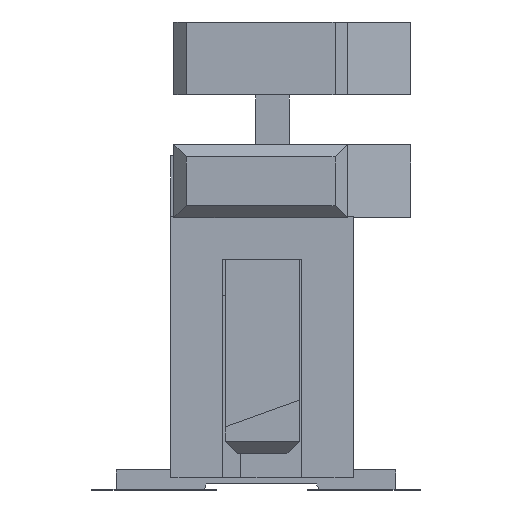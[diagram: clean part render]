
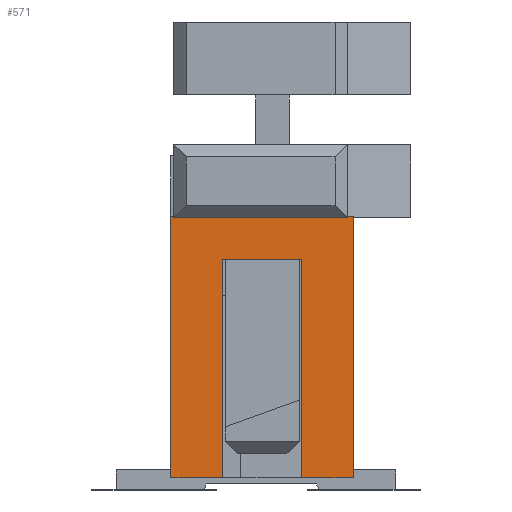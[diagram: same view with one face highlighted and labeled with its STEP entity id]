
A CAD part, left-side view. The second image highlights one B-rep face of the part: STEP entity #571.
In plain terms, the highlighted planar face has unit normal (-1, 0, 0).
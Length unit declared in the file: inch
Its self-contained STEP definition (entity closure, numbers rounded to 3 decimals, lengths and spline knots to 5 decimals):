
#23 = VECTOR ( 'NONE', #9284, 39.37008 ) ;
#257 = CARTESIAN_POINT ( 'NONE',  ( -0.40551, 0.02559, 0.01087 ) ) ;
#373 = DIRECTION ( 'NONE',  ( 0., 0., -1. ) ) ;
#571 = ADVANCED_FACE ( 'NONE', ( #6455 ), #16536, .F. ) ;
#649 = VECTOR ( 'NONE', #11296, 39.37008 ) ;
#799 = DIRECTION ( 'NONE',  ( 0., 1., 0. ) ) ;
#1613 = EDGE_CURVE ( 'NONE', #12304, #18652, #2959, .T. ) ;
#1772 = ORIENTED_EDGE ( 'NONE', *, *, #3561, .F. ) ;
#1951 = EDGE_CURVE ( 'NONE', #16203, #3187, #6508, .T. ) ;
#2291 = ORIENTED_EDGE ( 'NONE', *, *, #7625, .F. ) ;
#2294 = VECTOR ( 'NONE', #373, 39.37008 ) ;
#2400 = EDGE_CURVE ( 'NONE', #12304, #3073, #12433, .T. ) ;
#2707 = ORIENTED_EDGE ( 'NONE', *, *, #2400, .T. ) ;
#2959 = LINE ( 'NONE', #12930, #9346 ) ;
#3073 = VERTEX_POINT ( 'NONE', #8244 ) ;
#3187 = VERTEX_POINT ( 'NONE', #15533 ) ;
#3346 = VERTEX_POINT ( 'NONE', #13505 ) ;
#3561 = EDGE_CURVE ( 'NONE', #9035, #17968, #6683, .T. ) ;
#3656 = EDGE_CURVE ( 'NONE', #14921, #16203, #10229, .T. ) ;
#3675 = CARTESIAN_POINT ( 'NONE',  ( -0.40551, 0., 0.09552 ) ) ;
#4442 = DIRECTION ( 'NONE',  ( 0., 0., 1. ) ) ;
#4652 = CARTESIAN_POINT ( 'NONE',  ( -0.40551, 0.02559, 0.15261 ) ) ;
#4731 = ORIENTED_EDGE ( 'NONE', *, *, #8724, .F. ) ;
#4912 = CARTESIAN_POINT ( 'NONE',  ( -0.40551, -0.05512, 0.17938 ) ) ;
#4961 = CARTESIAN_POINT ( 'NONE',  ( -0.40551, 0.02559, 0.01087 ) ) ;
#5224 = ORIENTED_EDGE ( 'NONE', *, *, #11333, .T. ) ;
#5250 = VERTEX_POINT ( 'NONE', #18445 ) ;
#5395 = VECTOR ( 'NONE', #17556, 39.37008 ) ;
#6118 = CARTESIAN_POINT ( 'NONE',  ( -0.40551, 0.05906, 0.01087 ) ) ;
#6455 = FACE_OUTER_BOUND ( 'NONE', #11703, .T. ) ;
#6508 = LINE ( 'NONE', #10923, #10182 ) ;
#6683 = LINE ( 'NONE', #9765, #649 ) ;
#6825 = CARTESIAN_POINT ( 'NONE',  ( -0.40551, 0.05709, 0.18017 ) ) ;
#7102 = LINE ( 'NONE', #15735, #13482 ) ;
#7625 = EDGE_CURVE ( 'NONE', #3346, #9035, #14117, .T. ) ;
#7887 = LINE ( 'NONE', #10771, #17624 ) ;
#8082 = CARTESIAN_POINT ( 'NONE',  ( -0.40551, 0.05906, 0.18017 ) ) ;
#8244 = CARTESIAN_POINT ( 'NONE',  ( -0.40551, -0.02559, 0.15261 ) ) ;
#8313 = DIRECTION ( 'NONE',  ( 0., -1., 0. ) ) ;
#8349 = VERTEX_POINT ( 'NONE', #9537 ) ;
#8724 = EDGE_CURVE ( 'NONE', #8349, #14921, #7887, .T. ) ;
#9014 = ORIENTED_EDGE ( 'NONE', *, *, #1951, .F. ) ;
#9031 = ORIENTED_EDGE ( 'NONE', *, *, #16910, .F. ) ;
#9035 = VERTEX_POINT ( 'NONE', #18811 ) ;
#9284 = DIRECTION ( 'NONE',  ( 0., 1., 0. ) ) ;
#9346 = VECTOR ( 'NONE', #10344, 39.37008 ) ;
#9433 = DIRECTION ( 'NONE',  ( 0., 0., -1. ) ) ;
#9537 = CARTESIAN_POINT ( 'NONE',  ( -0.40551, -0.05512, 0.18017 ) ) ;
#9765 = CARTESIAN_POINT ( 'NONE',  ( -0.40551, 0.05709, 0.17938 ) ) ;
#10043 = CARTESIAN_POINT ( 'NONE',  ( -0.40551, -0.05906, 0.18017 ) ) ;
#10139 = ORIENTED_EDGE ( 'NONE', *, *, #11475, .F. ) ;
#10182 = VECTOR ( 'NONE', #16776, 39.37008 ) ;
#10229 = LINE ( 'NONE', #10043, #12617 ) ;
#10344 = DIRECTION ( 'NONE',  ( 0., 0., -1. ) ) ;
#10682 = DIRECTION ( 'NONE',  ( 0., -1., 0. ) ) ;
#10771 = CARTESIAN_POINT ( 'NONE',  ( -0.40551, -0.05512, 0.18017 ) ) ;
#10923 = CARTESIAN_POINT ( 'NONE',  ( -0.40551, -0.05906, 0.01087 ) ) ;
#11296 = DIRECTION ( 'NONE',  ( 0., -1., 0. ) ) ;
#11333 = EDGE_CURVE ( 'NONE', #5250, #18239, #12309, .T. ) ;
#11475 = EDGE_CURVE ( 'NONE', #5250, #3346, #16401, .T. ) ;
#11703 = EDGE_LOOP ( 'NONE', ( #1772, #2291, #10139, #5224, #18245, #11985, #2707, #9031, #9014, #18036, #4731, #13724 ) ) ;
#11729 = CARTESIAN_POINT ( 'NONE',  ( -0.40551, -0.05512, 0.17938 ) ) ;
#11963 = VECTOR ( 'NONE', #4442, 39.37008 ) ;
#11985 = ORIENTED_EDGE ( 'NONE', *, *, #1613, .F. ) ;
#12304 = VERTEX_POINT ( 'NONE', #4652 ) ;
#12309 = LINE ( 'NONE', #8082, #14626 ) ;
#12433 = LINE ( 'NONE', #15601, #17212 ) ;
#12617 = VECTOR ( 'NONE', #13200, 39.37008 ) ;
#12675 = DIRECTION ( 'NONE',  ( 0., 0., 1. ) ) ;
#12930 = CARTESIAN_POINT ( 'NONE',  ( -0.40551, 0.02559, 0.15261 ) ) ;
#13200 = DIRECTION ( 'NONE',  ( 0., 0., -1. ) ) ;
#13225 = CARTESIAN_POINT ( 'NONE',  ( -0.40551, -0.05906, 0.18017 ) ) ;
#13482 = VECTOR ( 'NONE', #12675, 39.37008 ) ;
#13505 = CARTESIAN_POINT ( 'NONE',  ( -0.40551, 0.05709, 0.18017 ) ) ;
#13523 = CARTESIAN_POINT ( 'NONE',  ( -0.40551, 0.05906, 0.18017 ) ) ;
#13694 = LINE ( 'NONE', #4961, #23 ) ;
#13723 = AXIS2_PLACEMENT_3D ( 'NONE', #3675, #15097, #799 ) ;
#13724 = ORIENTED_EDGE ( 'NONE', *, *, #17865, .F. ) ;
#14117 = LINE ( 'NONE', #6825, #2294 ) ;
#14626 = VECTOR ( 'NONE', #9433, 39.37008 ) ;
#14921 = VERTEX_POINT ( 'NONE', #13225 ) ;
#15097 = DIRECTION ( 'NONE',  ( 1., 0., 0. ) ) ;
#15533 = CARTESIAN_POINT ( 'NONE',  ( -0.40551, -0.02559, 0.01087 ) ) ;
#15601 = CARTESIAN_POINT ( 'NONE',  ( -0.40551, 0.02559, 0.15261 ) ) ;
#15735 = CARTESIAN_POINT ( 'NONE',  ( -0.40551, -0.02559, 0.01087 ) ) ;
#16203 = VERTEX_POINT ( 'NONE', #16759 ) ;
#16401 = LINE ( 'NONE', #13523, #5395 ) ;
#16536 = PLANE ( 'NONE',  #13723 ) ;
#16759 = CARTESIAN_POINT ( 'NONE',  ( -0.40551, -0.05906, 0.01087 ) ) ;
#16776 = DIRECTION ( 'NONE',  ( 0., 1., 0. ) ) ;
#16910 = EDGE_CURVE ( 'NONE', #3187, #3073, #7102, .T. ) ;
#17212 = VECTOR ( 'NONE', #8313, 39.37008 ) ;
#17556 = DIRECTION ( 'NONE',  ( 0., -1., 0. ) ) ;
#17624 = VECTOR ( 'NONE', #10682, 39.37008 ) ;
#17865 = EDGE_CURVE ( 'NONE', #17968, #8349, #18734, .T. ) ;
#17968 = VERTEX_POINT ( 'NONE', #4912 ) ;
#18036 = ORIENTED_EDGE ( 'NONE', *, *, #3656, .F. ) ;
#18239 = VERTEX_POINT ( 'NONE', #6118 ) ;
#18245 = ORIENTED_EDGE ( 'NONE', *, *, #18375, .F. ) ;
#18375 = EDGE_CURVE ( 'NONE', #18652, #18239, #13694, .T. ) ;
#18445 = CARTESIAN_POINT ( 'NONE',  ( -0.40551, 0.05906, 0.18017 ) ) ;
#18652 = VERTEX_POINT ( 'NONE', #257 ) ;
#18734 = LINE ( 'NONE', #11729, #11963 ) ;
#18811 = CARTESIAN_POINT ( 'NONE',  ( -0.40551, 0.05709, 0.17938 ) ) ;
